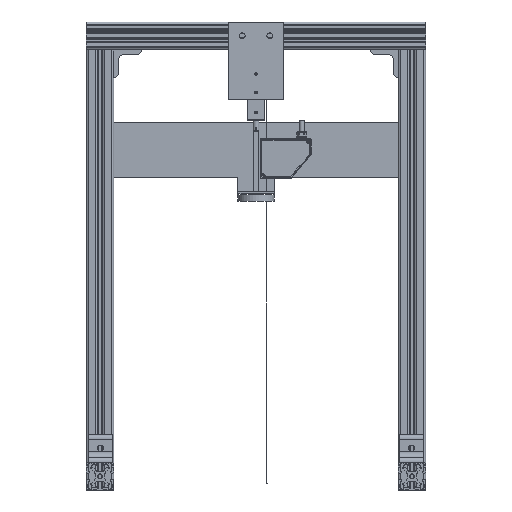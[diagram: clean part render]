
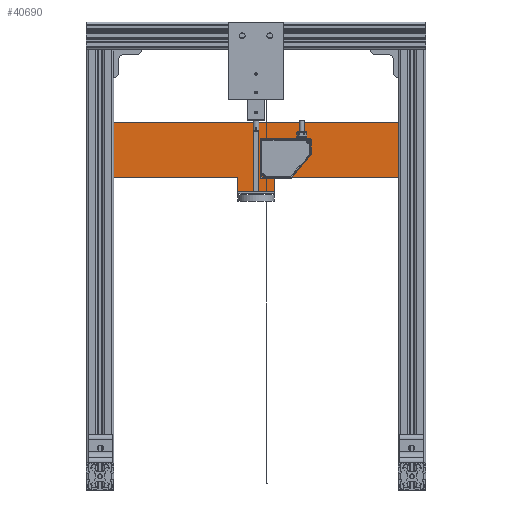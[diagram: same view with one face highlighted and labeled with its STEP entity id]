
A CAD part, front view. The second image highlights one B-rep face of the part: STEP entity #40690.
In plain terms, the highlighted planar face has unit normal (0, -1, 0).
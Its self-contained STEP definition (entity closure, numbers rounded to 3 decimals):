
#725=FACE_BOUND('',#6220,.T.);
#726=FACE_BOUND('',#6221,.T.);
#727=FACE_BOUND('',#6222,.T.);
#728=FACE_BOUND('',#6223,.T.);
#1836=PLANE('',#45043);
#3920=FACE_OUTER_BOUND('',#6219,.T.);
#6219=EDGE_LOOP('',(#37656,#37657,#37658,#37659,#37660,#37661,#37662,#37663));
#6220=EDGE_LOOP('',(#37664));
#6221=EDGE_LOOP('',(#37665));
#6222=EDGE_LOOP('',(#37666));
#6223=EDGE_LOOP('',(#37667));
#10157=LINE('',#71578,#14103);
#10160=LINE('',#71583,#14106);
#10161=LINE('',#71585,#14107);
#10162=LINE('',#71587,#14108);
#10163=LINE('',#71589,#14109);
#10164=LINE('',#71591,#14110);
#10165=LINE('',#71593,#14111);
#10166=LINE('',#71594,#14112);
#14103=VECTOR('',#56894,10.);
#14106=VECTOR('',#56899,10.);
#14107=VECTOR('',#56900,10.);
#14108=VECTOR('',#56901,10.);
#14109=VECTOR('',#56902,10.);
#14110=VECTOR('',#56903,10.);
#14111=VECTOR('',#56904,10.);
#14112=VECTOR('',#56905,10.);
#15969=CIRCLE('',#45044,3.969);
#15970=CIRCLE('',#45045,3.969);
#15971=CIRCLE('',#45046,3.969);
#15972=CIRCLE('',#45047,3.969);
#19897=VERTEX_POINT('',#71576);
#19898=VERTEX_POINT('',#71577);
#19899=VERTEX_POINT('',#71582);
#19900=VERTEX_POINT('',#71584);
#19901=VERTEX_POINT('',#71586);
#19902=VERTEX_POINT('',#71588);
#19903=VERTEX_POINT('',#71590);
#19904=VERTEX_POINT('',#71592);
#19905=VERTEX_POINT('',#71595);
#19906=VERTEX_POINT('',#71597);
#19907=VERTEX_POINT('',#71599);
#19908=VERTEX_POINT('',#71601);
#25822=EDGE_CURVE('',#19897,#19898,#10157,.T.);
#25825=EDGE_CURVE('',#19898,#19899,#10160,.T.);
#25826=EDGE_CURVE('',#19900,#19899,#10161,.T.);
#25827=EDGE_CURVE('',#19901,#19900,#10162,.T.);
#25828=EDGE_CURVE('',#19902,#19901,#10163,.T.);
#25829=EDGE_CURVE('',#19902,#19903,#10164,.T.);
#25830=EDGE_CURVE('',#19904,#19903,#10165,.T.);
#25831=EDGE_CURVE('',#19904,#19897,#10166,.T.);
#25832=EDGE_CURVE('',#19905,#19905,#15969,.T.);
#25833=EDGE_CURVE('',#19906,#19906,#15970,.T.);
#25834=EDGE_CURVE('',#19907,#19907,#15971,.T.);
#25835=EDGE_CURVE('',#19908,#19908,#15972,.T.);
#37656=ORIENTED_EDGE('',*,*,#25822,.T.);
#37657=ORIENTED_EDGE('',*,*,#25825,.T.);
#37658=ORIENTED_EDGE('',*,*,#25826,.F.);
#37659=ORIENTED_EDGE('',*,*,#25827,.F.);
#37660=ORIENTED_EDGE('',*,*,#25828,.F.);
#37661=ORIENTED_EDGE('',*,*,#25829,.T.);
#37662=ORIENTED_EDGE('',*,*,#25830,.F.);
#37663=ORIENTED_EDGE('',*,*,#25831,.T.);
#37664=ORIENTED_EDGE('',*,*,#25832,.T.);
#37665=ORIENTED_EDGE('',*,*,#25833,.T.);
#37666=ORIENTED_EDGE('',*,*,#25834,.F.);
#37667=ORIENTED_EDGE('',*,*,#25835,.F.);
#40690=ADVANCED_FACE('',(#3920,#725,#726,#727,#728),#1836,.T.);
#45043=AXIS2_PLACEMENT_3D('',#71581,#56897,#56898);
#45044=AXIS2_PLACEMENT_3D('',#71596,#56906,#56907);
#45045=AXIS2_PLACEMENT_3D('',#71598,#56908,#56909);
#45046=AXIS2_PLACEMENT_3D('',#71600,#56910,#56911);
#45047=AXIS2_PLACEMENT_3D('',#71602,#56912,#56913);
#56894=DIRECTION('',(1.,0.,0.));
#56897=DIRECTION('center_axis',(0.,-1.,0.));
#56898=DIRECTION('ref_axis',(0.,0.,
-1.));
#56899=DIRECTION('',(0.,0.,1.));
#56900=DIRECTION('',(-1.,0.,0.));
#56901=DIRECTION('',(0.,0.,-1.));
#56902=DIRECTION('',(1.,0.,0.));
#56903=DIRECTION('',(0.,0.,-1.));
#56904=DIRECTION('',(-1.,0.,0.));
#56905=DIRECTION('',(0.,0.,-1.));
#56906=DIRECTION('center_axis',(0.,1.,0.));
#56907=DIRECTION('ref_axis',(0.,0.,-1.));
#56908=DIRECTION('center_axis',(0.,1.,0.));
#56909=DIRECTION('ref_axis',(0.,0.,-1.));
#56910=DIRECTION('center_axis',(0.,-1.,0.));
#56911=DIRECTION('ref_axis',(0.,0.,-1.));
#56912=DIRECTION('center_axis',(0.,-1.,0.));
#56913=DIRECTION('ref_axis',(0.,0.,-1.));
#71576=CARTESIAN_POINT('',(-25.,19.05,108.));
#71577=CARTESIAN_POINT('',(25.226,19.05,108.));
#71578=CARTESIAN_POINT('',(87.562,19.05,108.));
#71581=CARTESIAN_POINT('Origin',(149.898,19.05,166.37));
#71582=CARTESIAN_POINT('',(25.226,19.05,128.27));
#71583=CARTESIAN_POINT('',(25.226,19.05,128.27));
#71584=CARTESIAN_POINT('',(234.95,19.05,128.27));
#71585=CARTESIAN_POINT('',(137.541,19.05,128.27));
#71586=CARTESIAN_POINT('',(234.95,19.05,204.47));
#71587=CARTESIAN_POINT('',(234.95,19.05,178.257));
#71588=CARTESIAN_POINT('',(-234.95,19.05,204.47));
#71589=CARTESIAN_POINT('',(137.541,19.05,204.47));
#71590=CARTESIAN_POINT('',(-234.95,19.05,128.27));
#71591=CARTESIAN_POINT('',(-234.95,19.05,178.257));
#71592=CARTESIAN_POINT('',(-25.,19.05,128.27));
#71593=CARTESIAN_POINT('',(137.541,19.05,128.27));
#71594=CARTESIAN_POINT('',(-25.,19.05,105.));
#71595=CARTESIAN_POINT('',(215.9,19.05,151.289));
#71596=CARTESIAN_POINT('Origin',(215.9,19.05,147.32));
#71597=CARTESIAN_POINT('',(215.9,19.05,189.389));
#71598=CARTESIAN_POINT('Origin',(215.9,19.05,185.42));
#71599=CARTESIAN_POINT('',(-215.9,19.05,189.389));
#71600=CARTESIAN_POINT('Origin',(-215.9,19.05,185.42));
#71601=CARTESIAN_POINT('',(-215.9,19.05,151.289));
#71602=CARTESIAN_POINT('Origin',(-215.9,19.05,147.32));
